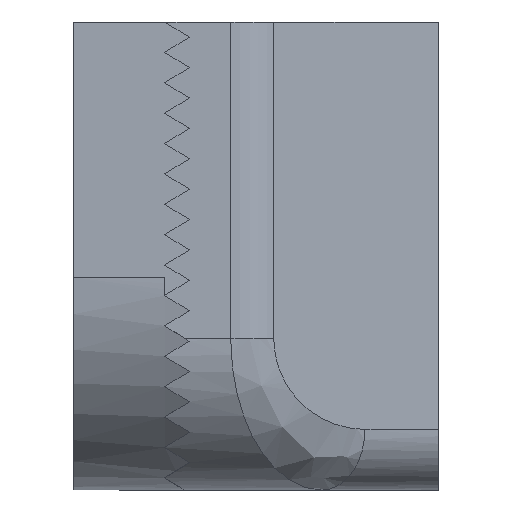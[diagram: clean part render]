
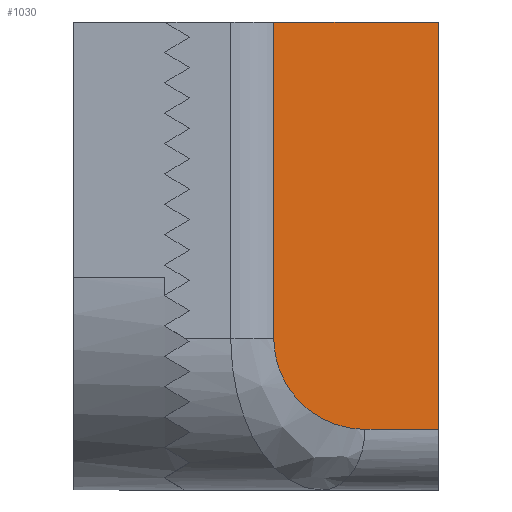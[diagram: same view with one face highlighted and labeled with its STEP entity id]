
A CAD part, left-side view. The second image highlights one B-rep face of the part: STEP entity #1030.
In plain terms, the highlighted planar face has unit normal (-0.707, -0.707, 0).
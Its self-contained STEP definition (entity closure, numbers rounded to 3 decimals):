
#276 = LINE ( 'NONE', #2118, #279 ) ;
#278 = LINE ( 'NONE', #2134, #282 ) ;
#279 = VECTOR ( 'NONE', #2120, 1000. ) ;
#280 = LINE ( 'NONE', #2101, #281 ) ;
#281 = VECTOR ( 'NONE', #2128, 1000. ) ;
#282 = VECTOR ( 'NONE', #2135, 1000. ) ;
#284 = LINE ( 'NONE', #2136, #286 ) ;
#286 = VECTOR ( 'NONE', #2137, 1000. ) ;
#801 = CARTESIAN_POINT ( 'NONE',  ( -7.457, 2.707, 7.7 ) ) ;
#1030 = ADVANCED_FACE ( 'NONE', ( #2787 ), #1219, .F. ) ;
#1158 = VERTEX_POINT ( 'NONE', #801 ) ;
#1192 = DIRECTION ( 'NONE',  ( 0.707, 0.707, 0. ) ) ;
#1210 = CARTESIAN_POINT ( 'NONE',  ( -7.75, 3., 7.7 ) ) ;
#1219 = PLANE ( 'NONE',  #1940 ) ;
#1250 =( BOUNDED_CURVE ( )  B_SPLINE_CURVE ( 3, ( #2126, #2121, #2122, #2127 ),
 .UNSPECIFIED., .F., .T. ) 
 B_SPLINE_CURVE_WITH_KNOTS ( ( 4, 4 ),
 ( 3.142, 4.712 ),
 .UNSPECIFIED. ) 
 CURVE ( )  GEOMETRIC_REPRESENTATION_ITEM ( )  RATIONAL_B_SPLINE_CURVE ( ( 1., 0.805, 0.805, 1. ) ) 
 REPRESENTATION_ITEM ( '' )  );
#1485 = EDGE_CURVE ( 'NONE', #1879, #1878, #276, .T. ) ;
#1487 = EDGE_CURVE ( 'NONE', #1865, #1860, #1250, .T. ) ;
#1488 = EDGE_CURVE ( 'NONE', #1860, #1878, #280, .T. ) ;
#1490 = EDGE_CURVE ( 'NONE', #1158, #1865, #278, .T. ) ;
#1491 = EDGE_CURVE ( 'NONE', #1158, #1879, #284, .T. ) ;
#1537 = ORIENTED_EDGE ( 'NONE', *, *, #1491, .F. ) ;
#1570 = ORIENTED_EDGE ( 'NONE', *, *, #1488, .T. ) ;
#1573 = ORIENTED_EDGE ( 'NONE', *, *, #1490, .T. ) ;
#1575 = ORIENTED_EDGE ( 'NONE', *, *, #1487, .T. ) ;
#1586 = ORIENTED_EDGE ( 'NONE', *, *, #1485, .F. ) ;
#1810 = DIRECTION ( 'NONE',  ( -0.707, 0.707, 0. ) ) ;
#1860 = VERTEX_POINT ( 'NONE', #2236 ) ;
#1865 = VERTEX_POINT ( 'NONE', #2240 ) ;
#1878 = VERTEX_POINT ( 'NONE', #2251 ) ;
#1879 = VERTEX_POINT ( 'NONE', #2252 ) ;
#1940 = AXIS2_PLACEMENT_3D ( 'NONE', #1210, #1192, #1810 ) ;
#2101 = CARTESIAN_POINT ( 'NONE',  ( -7.75, 3., 1. ) ) ;
#2118 = CARTESIAN_POINT ( 'NONE',  ( -4.75, 0., 7.7 ) ) ;
#2120 = DIRECTION ( 'NONE',  ( 0., 0., -1. ) ) ;
#2121 = CARTESIAN_POINT ( 'NONE',  ( -7.457, 2.707, 1.621 ) ) ;
#2122 = CARTESIAN_POINT ( 'NONE',  ( -6.836, 2.086, 1. ) ) ;
#2126 = CARTESIAN_POINT ( 'NONE',  ( -7.457, 2.707, 2.5 ) ) ;
#2127 = CARTESIAN_POINT ( 'NONE',  ( -5.957, 1.207, 1. ) ) ;
#2128 = DIRECTION ( 'NONE',  ( 0.707, -0.707, 0. ) ) ;
#2134 = CARTESIAN_POINT ( 'NONE',  ( -7.457, 2.707, 7.7 ) ) ;
#2135 = DIRECTION ( 'NONE',  ( 0., 0., -1. ) ) ;
#2136 = CARTESIAN_POINT ( 'NONE',  ( -7.75, 3., 7.7 ) ) ;
#2137 = DIRECTION ( 'NONE',  ( 0.707, -0.707, 0. ) ) ;
#2236 = CARTESIAN_POINT ( 'NONE',  ( -5.957, 1.207, 1. ) ) ;
#2240 = CARTESIAN_POINT ( 'NONE',  ( -7.457, 2.707, 2.5 ) ) ;
#2251 = CARTESIAN_POINT ( 'NONE',  ( -4.75, 0., 1. ) ) ;
#2252 = CARTESIAN_POINT ( 'NONE',  ( -4.75, 0., 7.7 ) ) ;
#2636 = EDGE_LOOP ( 'NONE', ( #1537, #1573, #1575, #1570, #1586 ) ) ;
#2787 = FACE_OUTER_BOUND ( 'NONE', #2636, .T. ) ;
